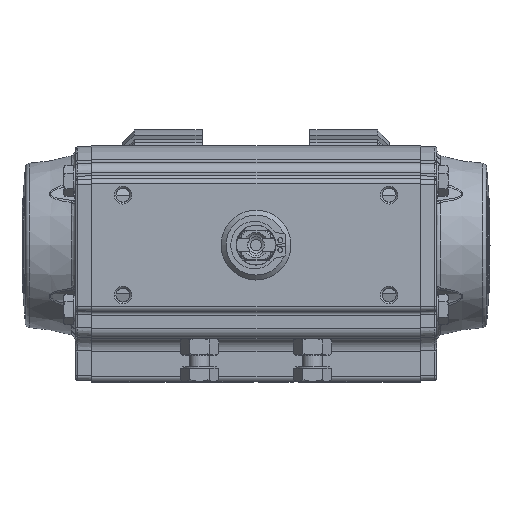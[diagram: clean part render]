
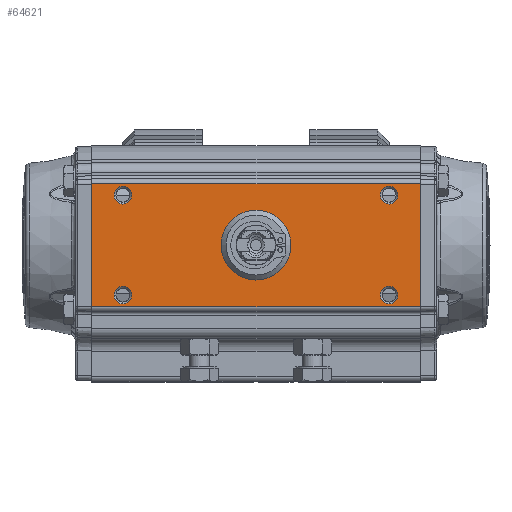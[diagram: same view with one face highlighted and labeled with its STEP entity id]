
A CAD part, top view. The second image highlights one B-rep face of the part: STEP entity #64621.
In plain terms, the highlighted planar face has unit normal (0, 0, 1).
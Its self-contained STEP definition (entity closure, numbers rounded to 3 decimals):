
#26611=CARTESIAN_POINT('',(-79.685,-65.021,94.566));
#26612=VERTEX_POINT('',#26611);
#26613=CARTESIAN_POINT('',(-69.185,-65.021,94.566));
#26614=DIRECTION('',(0.0,0.0,-1.0));
#26615=DIRECTION('',(-1.0,0.0,0.0));
#26616=AXIS2_PLACEMENT_3D('',#26613,#26614,#26615);
#26617=CIRCLE('',#26616,10.5);
#26618=EDGE_CURVE('',#26612,#26612,#26617,.T.);
#26650=CARTESIAN_POINT('',(-111.835,-50.021,94.566));
#26651=VERTEX_POINT('',#26650);
#26652=CARTESIAN_POINT('',(-109.185,-50.021,94.566));
#26653=DIRECTION('',(0.0,0.0,-1.0));
#26654=DIRECTION('',(-1.0,0.0,0.0));
#26655=AXIS2_PLACEMENT_3D('',#26652,#26653,#26654);
#26656=CIRCLE('',#26655,2.65);
#26657=EDGE_CURVE('',#26651,#26651,#26656,.T.);
#26678=CARTESIAN_POINT('',(-111.835,-80.021,94.566));
#26679=VERTEX_POINT('',#26678);
#26680=CARTESIAN_POINT('',(-109.185,-80.021,94.566));
#26681=DIRECTION('',(0.0,0.0,-1.0));
#26682=DIRECTION('',(-1.0,0.0,0.0));
#26683=AXIS2_PLACEMENT_3D('',#26680,#26681,#26682);
#26684=CIRCLE('',#26683,2.65);
#26685=EDGE_CURVE('',#26679,#26679,#26684,.T.);
#26706=CARTESIAN_POINT('',(-31.835,-80.021,94.566));
#26707=VERTEX_POINT('',#26706);
#26708=CARTESIAN_POINT('',(-29.185,-80.021,94.566));
#26709=DIRECTION('',(0.0,0.0,-1.0));
#26710=DIRECTION('',(-1.0,0.0,0.0));
#26711=AXIS2_PLACEMENT_3D('',#26708,#26709,#26710);
#26712=CIRCLE('',#26711,2.65);
#26713=EDGE_CURVE('',#26707,#26707,#26712,.T.);
#26734=CARTESIAN_POINT('',(-31.835,-50.021,94.566));
#26735=VERTEX_POINT('',#26734);
#26736=CARTESIAN_POINT('',(-29.185,-50.021,94.566));
#26737=DIRECTION('',(0.0,0.0,-1.0));
#26738=DIRECTION('',(-1.0,0.0,0.0));
#26739=AXIS2_PLACEMENT_3D('',#26736,#26737,#26738);
#26740=CIRCLE('',#26739,2.65);
#26741=EDGE_CURVE('',#26735,#26735,#26740,.T.);
#61080=CARTESIAN_POINT('',(-19.885,-46.521,94.566));
#61081=VERTEX_POINT('',#61080);
#61089=CARTESIAN_POINT('',(-19.885,-83.521,94.566));
#61090=VERTEX_POINT('',#61089);
#61091=CARTESIAN_POINT('',(-19.885,-83.521,94.566));
#61092=DIRECTION('',(0.0,1.0,0.0));
#61093=VECTOR('',#61092,37.);
#61094=LINE('',#61091,#61093);
#61095=EDGE_CURVE('',#61090,#61081,#61094,.T.);
#64563=CARTESIAN_POINT('',(-118.485,-83.521,94.566));
#64564=VERTEX_POINT('',#64563);
#64565=CARTESIAN_POINT('',(-118.485,-83.521,94.566));
#64566=DIRECTION('',(1.0,0.0,0.0));
#64567=VECTOR('',#64566,98.6);
#64568=LINE('',#64565,#64567);
#64569=EDGE_CURVE('',#64564,#61090,#64568,.T.);
#64583=CARTESIAN_POINT('',(-19.885,-83.521,94.566));
#64584=DIRECTION('',(0.0,0.0,1.0));
#64585=DIRECTION('',(-1.0,0.0,0.0));
#64586=AXIS2_PLACEMENT_3D('',#64583,#64584,#64585);
#64587=PLANE('',#64586);
#64588=ORIENTED_EDGE('',*,*,#61095,.T.);
#64589=CARTESIAN_POINT('',(-118.485,-46.521,94.566));
#64590=VERTEX_POINT('',#64589);
#64591=CARTESIAN_POINT('',(-19.885,-46.521,94.566));
#64592=DIRECTION('',(-1.0,0.0,0.0));
#64593=VECTOR('',#64592,98.6);
#64594=LINE('',#64591,#64593);
#64595=EDGE_CURVE('',#61081,#64590,#64594,.T.);
#64596=ORIENTED_EDGE('',*,*,#64595,.T.);
#64597=CARTESIAN_POINT('',(-118.485,-83.521,94.566));
#64598=DIRECTION('',(0.0,1.0,0.0));
#64599=VECTOR('',#64598,37.);
#64600=LINE('',#64597,#64599);
#64601=EDGE_CURVE('',#64564,#64590,#64600,.T.);
#64602=ORIENTED_EDGE('',*,*,#64601,.F.);
#64603=ORIENTED_EDGE('',*,*,#64569,.T.);
#64604=EDGE_LOOP('',(#64588,#64596,#64602,#64603));
#64605=FACE_OUTER_BOUND('',#64604,.T.);
#64606=ORIENTED_EDGE('',*,*,#26657,.T.);
#64607=EDGE_LOOP('',(#64606));
#64608=FACE_BOUND('',#64607,.T.);
#64609=ORIENTED_EDGE('',*,*,#26685,.T.);
#64610=EDGE_LOOP('',(#64609));
#64611=FACE_BOUND('',#64610,.T.);
#64612=ORIENTED_EDGE('',*,*,#26713,.T.);
#64613=EDGE_LOOP('',(#64612));
#64614=FACE_BOUND('',#64613,.T.);
#64615=ORIENTED_EDGE('',*,*,#26741,.T.);
#64616=EDGE_LOOP('',(#64615));
#64617=FACE_BOUND('',#64616,.T.);
#64618=ORIENTED_EDGE('',*,*,#26618,.T.);
#64619=EDGE_LOOP('',(#64618));
#64620=FACE_BOUND('',#64619,.T.);
#64621=ADVANCED_FACE('',(#64605,#64608,#64611,#64614,#64617,#64620),#64587,.T.);
